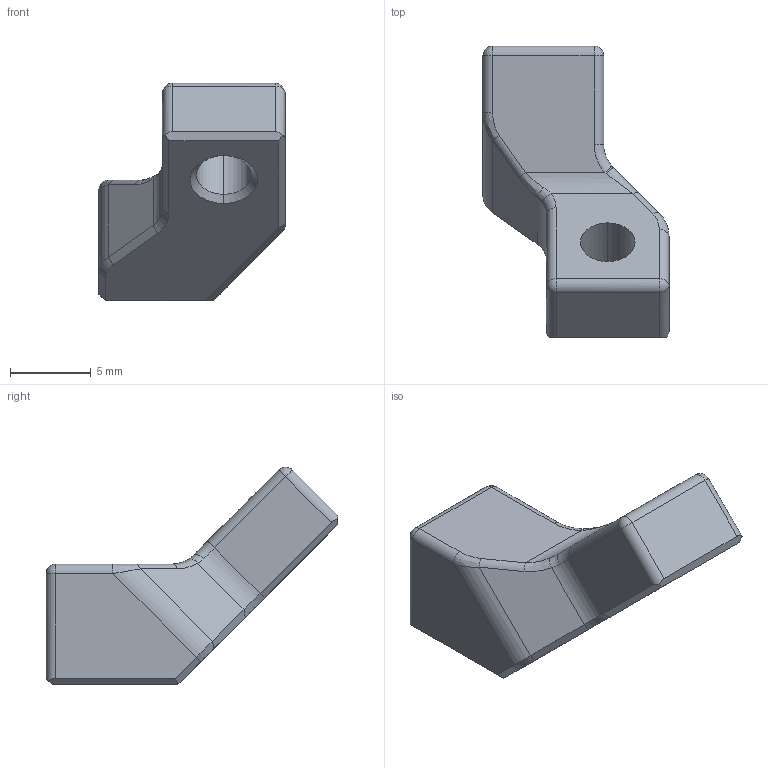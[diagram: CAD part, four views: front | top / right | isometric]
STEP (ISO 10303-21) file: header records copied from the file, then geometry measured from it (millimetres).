
FILE_DESCRIPTION (( 'STEP AP214' ), '1' );
FILE_NAME ('60mm_fan_mount.STEP', '2021-09-06T13:21:46', ( '' ), ( '' ), 'SwSTEP 2.0', 'SolidWorks 2021', '' );
FILE_SCHEMA (( 'AUTOMOTIVE_DESIGN' ));
Length unit declared in the file: millimetre
Products named in the file (1): 60mm_fan_mount
Bounding box: 11.56 x 18.14 x 13.51 mm (x, y, z)
Volume: 747.7 mm3; surface area: 780.5 mm2
Topology: 1 solids, 1 shells, 62 faces, 148 edges, 86 vertices
Faces by surface type: cylinder 23, plane 23, bspline 6, cone 4, sphere 4, torus 2
Entity records: 1827 total; most frequent: CARTESIAN_POINT 444, ORIENTED_EDGE 286, DIRECTION 280, EDGE_CURVE 143, AXIS2_PLACEMENT_3D 103, VERTEX_POINT 85, VECTOR 74, LINE 74
